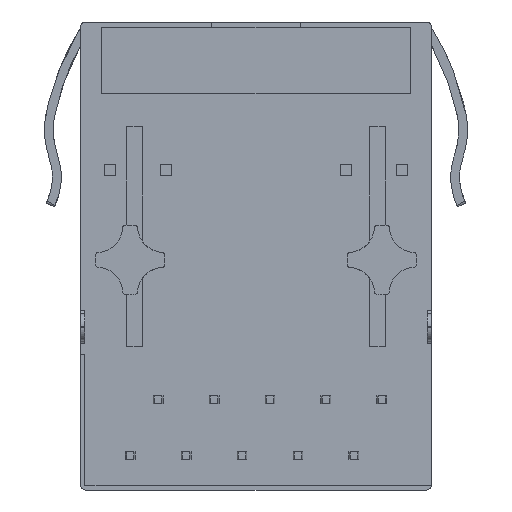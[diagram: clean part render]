
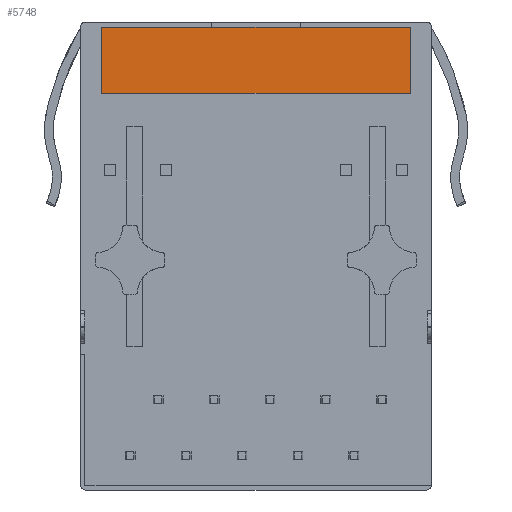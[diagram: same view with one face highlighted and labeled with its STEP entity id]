
A CAD part, front view. The second image highlights one B-rep face of the part: STEP entity #5748.
In plain terms, the highlighted planar face has unit normal (0, -1, 0).
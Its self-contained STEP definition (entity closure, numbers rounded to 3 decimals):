
#966 = AXIS2_PLACEMENT_3D ( 'NONE', #1542, #20573, #16446 ) ;
#1090 = CARTESIAN_POINT ( 'NONE',  ( 16.615, 4., -0.23 ) ) ;
#1542 = CARTESIAN_POINT ( 'NONE',  ( 0., 4., 0. ) ) ;
#1741 = DIRECTION ( 'NONE',  ( 1., 0., 0. ) ) ;
#2392 = CARTESIAN_POINT ( 'NONE',  ( 2.615, 4., -0.23 ) ) ;
#3078 = DIRECTION ( 'NONE',  ( -1., 0., 0. ) ) ;
#3620 = VERTEX_POINT ( 'NONE', #20099 ) ;
#4904 = ORIENTED_EDGE ( 'NONE', *, *, #11757, .T. ) ;
#4927 = DIRECTION ( 'NONE',  ( 0., 0., -1. ) ) ;
#5289 = PLANE ( 'NONE',  #966 ) ;
#5748 = ADVANCED_FACE ( 'NONE', ( #16810 ), #5289, .T. ) ;
#5764 = EDGE_LOOP ( 'NONE', ( #15989, #22107, #20342, #4904 ) ) ;
#6920 = EDGE_CURVE ( 'NONE', #22125, #20335, #16448, .T. ) ;
#8690 = VERTEX_POINT ( 'NONE', #11777 ) ;
#9180 = EDGE_CURVE ( 'NONE', #20335, #8690, #18887, .T. ) ;
#9341 = VECTOR ( 'NONE', #24417, 1000. ) ;
#11757 = EDGE_CURVE ( 'NONE', #3620, #22125, #18109, .T. ) ;
#11777 = CARTESIAN_POINT ( 'NONE',  ( 16.615, 4., -3.23 ) ) ;
#13369 = VECTOR ( 'NONE', #1741, 1000. ) ;
#14331 = CARTESIAN_POINT ( 'NONE',  ( 2.615, 4., -3.23 ) ) ;
#14403 = CARTESIAN_POINT ( 'NONE',  ( 2.615, 4., -3.23 ) ) ;
#14569 = VECTOR ( 'NONE', #4927, 1000. ) ;
#15045 = VECTOR ( 'NONE', #3078, 1000. ) ;
#15134 = LINE ( 'NONE', #19259, #9341 ) ;
#15989 = ORIENTED_EDGE ( 'NONE', *, *, #6920, .T. ) ;
#16446 = DIRECTION ( 'NONE',  ( 0., 0., -1. ) ) ;
#16448 = LINE ( 'NONE', #14331, #14569 ) ;
#16810 = FACE_OUTER_BOUND ( 'NONE', #5764, .T. ) ;
#18109 = LINE ( 'NONE', #1090, #15045 ) ;
#18887 = LINE ( 'NONE', #21025, #13369 ) ;
#19259 = CARTESIAN_POINT ( 'NONE',  ( 16.615, 4., -3.23 ) ) ;
#20099 = CARTESIAN_POINT ( 'NONE',  ( 16.615, 4., -0.23 ) ) ;
#20335 = VERTEX_POINT ( 'NONE', #14403 ) ;
#20342 = ORIENTED_EDGE ( 'NONE', *, *, #21626, .T. ) ;
#20573 = DIRECTION ( 'NONE',  ( 0., -1., 0. ) ) ;
#21025 = CARTESIAN_POINT ( 'NONE',  ( 16.615, 4., -3.23 ) ) ;
#21626 = EDGE_CURVE ( 'NONE', #8690, #3620, #15134, .T. ) ;
#22107 = ORIENTED_EDGE ( 'NONE', *, *, #9180, .T. ) ;
#22125 = VERTEX_POINT ( 'NONE', #2392 ) ;
#24417 = DIRECTION ( 'NONE',  ( 0., 0., 1. ) ) ;
